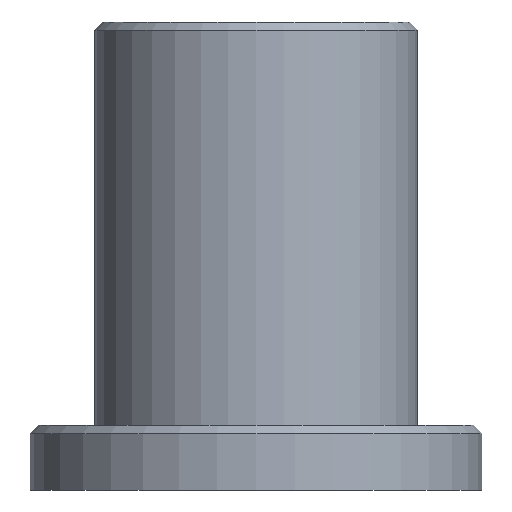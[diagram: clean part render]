
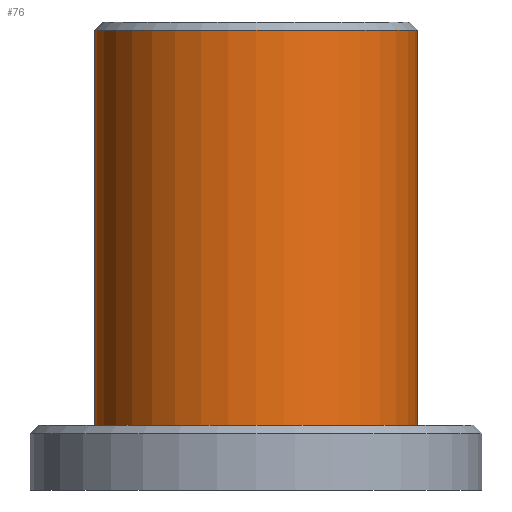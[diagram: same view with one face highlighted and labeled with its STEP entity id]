
A CAD part, front view. The second image highlights one B-rep face of the part: STEP entity #76.
In plain terms, the highlighted cylindrical face has radius 10 mm (diameter 20 mm), a full revolution.
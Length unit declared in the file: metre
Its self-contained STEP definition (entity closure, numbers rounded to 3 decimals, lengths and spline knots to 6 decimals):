
#22=ORIENTED_EDGE('',*,*,#33,.T.);
#23=ORIENTED_EDGE('',*,*,#32,.T.);
#32=EDGE_CURVE('',#38,#38,#44,.T.);
#33=EDGE_CURVE('',#39,#39,#45,.F.);
#38=VERTEX_POINT('',#144);
#39=VERTEX_POINT('',#148);
#44=CIRCLE('',#98,0.01);
#45=CIRCLE('',#101,0.01);
#52=EDGE_LOOP('',(#22));
#53=EDGE_LOOP('',(#23));
#64=FACE_BOUND('',#52,.T.);
#65=FACE_BOUND('',#53,.T.);
#72=CYLINDRICAL_SURFACE('',#100,0.01);
#76=ADVANCED_FACE('',(#64,#65),#72,.T.);
#98=AXIS2_PLACEMENT_3D('',#143,#118,#119);
#100=AXIS2_PLACEMENT_3D('',#146,#122,#123);
#101=AXIS2_PLACEMENT_3D('',#147,#124,#125);
#118=DIRECTION('',(0.,0.,1.));
#119=DIRECTION('',(1.,0.,0.));
#122=DIRECTION('',(0.,0.,-1.));
#123=DIRECTION('',(-1.,0.,0.));
#124=DIRECTION('',(0.,0.,1.));
#125=DIRECTION('',(1.,0.,0.));
#143=CARTESIAN_POINT('',(0.,0.,0.004));
#144=CARTESIAN_POINT('',(0.01,0.,0.004));
#146=CARTESIAN_POINT('',(0.,0.,0.029));
#147=CARTESIAN_POINT('',(0.,0.,0.0285));
#148=CARTESIAN_POINT('',(0.01,0.,0.0285));
